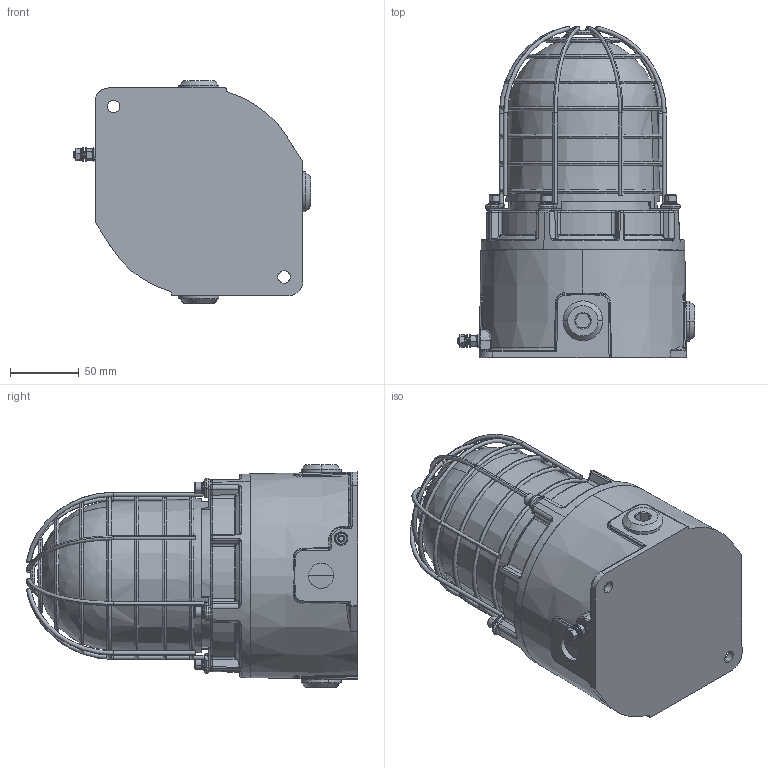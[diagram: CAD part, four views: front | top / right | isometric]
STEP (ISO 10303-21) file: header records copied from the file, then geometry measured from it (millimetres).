
FILE_DESCRIPTION (( 'STEP AP214' ), '1' );
FILE_NAME ('D199-05-201-3D_Issue_1 [STExB2 for Website].STEP', '2021-12-06T10:19:48', ( '' ), ( '' ), 'SwSTEP 2.0', 'SolidWorks 2021', '' );
FILE_SCHEMA (( 'AUTOMOTIVE_DESIGN' ));
Length unit declared in the file: millimetre
Products named in the file (1): D199-05-201-3D_Issue_1 [STExB2 for Website]
Bounding box: 172.14 x 240.52 x 161.82 mm (x, y, z)
Volume: 3293563.4 mm3; surface area: 326325.6 mm2
Topology: 43 solids, 43 shells, 1122 faces, 2614 edges, 1517 vertices
Faces by surface type: cylinder 313, plane 243, bspline 208, torus 190, cone 135, sphere 33
Entity records: 59585 total; most frequent: CARTESIAN_POINT 23281, ORIENTED_EDGE 5088, DIRECTION 4768, EDGE_CURVE 2544, AXIS2_PLACEMENT_3D 2046, VERTEX_POINT 1517, EDGE_LOOP 1177, UNCERTAINTY_MEASURE_WITH_UNIT 1167
